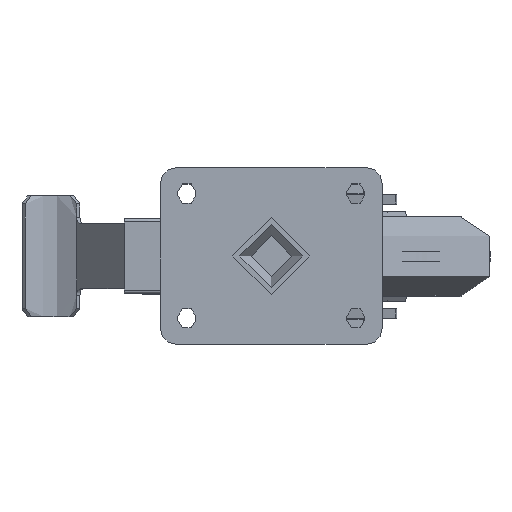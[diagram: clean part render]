
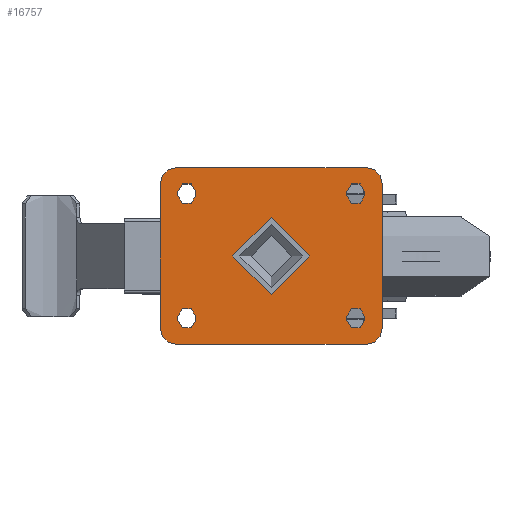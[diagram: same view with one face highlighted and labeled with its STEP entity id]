
A CAD part, top view. The second image highlights one B-rep face of the part: STEP entity #16757.
In plain terms, the highlighted planar face has unit normal (0, 0, 1).
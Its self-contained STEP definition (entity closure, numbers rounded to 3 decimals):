
#1257=FACE_BOUND('',#3306,.T.);
#1258=FACE_BOUND('',#3307,.T.);
#1259=FACE_BOUND('',#3308,.T.);
#1260=FACE_BOUND('',#3309,.T.);
#1261=FACE_BOUND('',#3310,.T.);
#1511=PLANE('',#18135);
#2298=FACE_OUTER_BOUND('',#3305,.T.);
#3305=EDGE_LOOP('',(#11881,#11882,#11883,#11884,#11885,#11886,#11887,#11888));
#3306=EDGE_LOOP('',(#11889));
#3307=EDGE_LOOP('',(#11890,#11891,#11892,#11893));
#3308=EDGE_LOOP('',(#11894,#11895,#11896,#11897));
#3309=EDGE_LOOP('',(#11898,#11899,#11900,#11901));
#3310=EDGE_LOOP('',(#11902,#11903,#11904,#11905));
#4523=LINE('',#24096,#5736);
#4525=LINE('',#24099,#5738);
#4527=LINE('',#24102,#5740);
#4537=LINE('',#24141,#5750);
#4541=LINE('',#24151,#5754);
#4543=LINE('',#24157,#5756);
#4547=LINE('',#24167,#5760);
#4549=LINE('',#24173,#5762);
#4553=LINE('',#24183,#5766);
#4555=LINE('',#24189,#5768);
#4559=LINE('',#24199,#5772);
#4561=LINE('',#24205,#5774);
#5736=VECTOR('',#19726,1000.);
#5738=VECTOR('',#19730,1000.);
#5740=VECTOR('',#19734,1000.);
#5750=VECTOR('',#19770,1000.);
#5754=VECTOR('',#19780,1000.);
#5756=VECTOR('',#19788,1000.);
#5760=VECTOR('',#19798,1000.);
#5762=VECTOR('',#19806,1000.);
#5766=VECTOR('',#19816,1000.);
#5768=VECTOR('',#19824,1000.);
#5772=VECTOR('',#19834,1000.);
#5774=VECTOR('',#19842,1000.);
#6938=CIRCLE('',#18070,24.);
#6947=CIRCLE('',#18084,10.);
#6949=CIRCLE('',#18087,10.);
#6951=CIRCLE('',#18090,10.);
#6953=CIRCLE('',#18093,10.);
#6963=CIRCLE('',#18112,5.5);
#6964=CIRCLE('',#18115,5.5);
#6965=CIRCLE('',#18118,5.5);
#6966=CIRCLE('',#18121,5.5);
#6967=CIRCLE('',#18124,5.5);
#6968=CIRCLE('',#18127,5.5);
#6969=CIRCLE('',#18130,5.5);
#6970=CIRCLE('',#18133,5.5);
#7589=VERTEX_POINT('',#24033);
#7597=VERTEX_POINT('',#24059);
#7598=VERTEX_POINT('',#24060);
#7601=VERTEX_POINT('',#24068);
#7602=VERTEX_POINT('',#24069);
#7605=VERTEX_POINT('',#24077);
#7606=VERTEX_POINT('',#24078);
#7609=VERTEX_POINT('',#24086);
#7610=VERTEX_POINT('',#24087);
#7629=VERTEX_POINT('',#24143);
#7630=VERTEX_POINT('',#24145);
#7631=VERTEX_POINT('',#24149);
#7632=VERTEX_POINT('',#24153);
#7633=VERTEX_POINT('',#24159);
#7634=VERTEX_POINT('',#24161);
#7635=VERTEX_POINT('',#24165);
#7636=VERTEX_POINT('',#24169);
#7637=VERTEX_POINT('',#24175);
#7638=VERTEX_POINT('',#24177);
#7639=VERTEX_POINT('',#24181);
#7640=VERTEX_POINT('',#24185);
#7641=VERTEX_POINT('',#24191);
#7642=VERTEX_POINT('',#24193);
#7643=VERTEX_POINT('',#24197);
#7644=VERTEX_POINT('',#24201);
#9244=EDGE_CURVE('',#7589,#7589,#6938,.T.);
#9256=EDGE_CURVE('',#7597,#7598,#6947,.T.);
#9260=EDGE_CURVE('',#7601,#7602,#6949,.T.);
#9264=EDGE_CURVE('',#7605,#7606,#6951,.T.);
#9268=EDGE_CURVE('',#7609,#7610,#6953,.T.);
#9273=EDGE_CURVE('',#7606,#7609,#4523,.T.);
#9275=EDGE_CURVE('',#7602,#7605,#4525,.T.);
#9277=EDGE_CURVE('',#7598,#7601,#4527,.T.);
#9295=EDGE_CURVE('',#7610,#7597,#4537,.T.);
#9297=EDGE_CURVE('',#7630,#7629,#6963,.T.);
#9300=EDGE_CURVE('',#7629,#7631,#4541,.T.);
#9302=EDGE_CURVE('',#7631,#7632,#6964,.T.);
#9303=EDGE_CURVE('',#7632,#7630,#4543,.T.);
#9305=EDGE_CURVE('',#7634,#7633,#6965,.T.);
#9308=EDGE_CURVE('',#7633,#7635,#4547,.T.);
#9310=EDGE_CURVE('',#7635,#7636,#6966,.T.);
#9311=EDGE_CURVE('',#7636,#7634,#4549,.T.);
#9313=EDGE_CURVE('',#7638,#7637,#6967,.T.);
#9316=EDGE_CURVE('',#7637,#7639,#4553,.T.);
#9318=EDGE_CURVE('',#7639,#7640,#6968,.T.);
#9319=EDGE_CURVE('',#7640,#7638,#4555,.T.);
#9321=EDGE_CURVE('',#7642,#7641,#6969,.T.);
#9324=EDGE_CURVE('',#7641,#7643,#4559,.T.);
#9326=EDGE_CURVE('',#7643,#7644,#6970,.T.);
#9327=EDGE_CURVE('',#7644,#7642,#4561,.T.);
#11881=ORIENTED_EDGE('',*,*,#9268,.F.);
#11882=ORIENTED_EDGE('',*,*,#9273,.F.);
#11883=ORIENTED_EDGE('',*,*,#9264,.F.);
#11884=ORIENTED_EDGE('',*,*,#9275,.F.);
#11885=ORIENTED_EDGE('',*,*,#9260,.F.);
#11886=ORIENTED_EDGE('',*,*,#9277,.F.);
#11887=ORIENTED_EDGE('',*,*,#9256,.F.);
#11888=ORIENTED_EDGE('',*,*,#9295,.F.);
#11889=ORIENTED_EDGE('',*,*,#9244,.F.);
#11890=ORIENTED_EDGE('',*,*,#9327,.T.);
#11891=ORIENTED_EDGE('',*,*,#9321,.T.);
#11892=ORIENTED_EDGE('',*,*,#9324,.T.);
#11893=ORIENTED_EDGE('',*,*,#9326,.T.);
#11894=ORIENTED_EDGE('',*,*,#9319,.T.);
#11895=ORIENTED_EDGE('',*,*,#9313,.T.);
#11896=ORIENTED_EDGE('',*,*,#9316,.T.);
#11897=ORIENTED_EDGE('',*,*,#9318,.T.);
#11898=ORIENTED_EDGE('',*,*,#9311,.T.);
#11899=ORIENTED_EDGE('',*,*,#9305,.T.);
#11900=ORIENTED_EDGE('',*,*,#9308,.T.);
#11901=ORIENTED_EDGE('',*,*,#9310,.T.);
#11902=ORIENTED_EDGE('',*,*,#9303,.T.);
#11903=ORIENTED_EDGE('',*,*,#9297,.T.);
#11904=ORIENTED_EDGE('',*,*,#9300,.T.);
#11905=ORIENTED_EDGE('',*,*,#9302,.T.);
#16757=ADVANCED_FACE('',(#2298,#1257,#1258,#1259,#1260,#1261),#1511,.T.);
#18070=AXIS2_PLACEMENT_3D('',#24035,#19662,#19663);
#18084=AXIS2_PLACEMENT_3D('',#24061,#19693,#19694);
#18087=AXIS2_PLACEMENT_3D('',#24070,#19701,#19702);
#18090=AXIS2_PLACEMENT_3D('',#24079,#19709,#19710);
#18093=AXIS2_PLACEMENT_3D('',#24088,#19717,#19718);
#18112=AXIS2_PLACEMENT_3D('',#24146,#19774,#19775);
#18115=AXIS2_PLACEMENT_3D('',#24155,#19784,#19785);
#18118=AXIS2_PLACEMENT_3D('',#24162,#19792,#19793);
#18121=AXIS2_PLACEMENT_3D('',#24171,#19802,#19803);
#18124=AXIS2_PLACEMENT_3D('',#24178,#19810,#19811);
#18127=AXIS2_PLACEMENT_3D('',#24187,#19820,#19821);
#18130=AXIS2_PLACEMENT_3D('',#24194,#19828,#19829);
#18133=AXIS2_PLACEMENT_3D('',#24203,#19838,#19839);
#18135=AXIS2_PLACEMENT_3D('',#24206,#19843,#19844);
#19662=DIRECTION('center_axis',(0.,0.,1.));
#19663=DIRECTION('ref_axis',(1.,0.,0.));
#19693=DIRECTION('center_axis',(0.,0.,-1.));
#19694=DIRECTION('ref_axis',(-0.707,0.707,0.));
#19701=DIRECTION('center_axis',(0.,0.,-1.));
#19702=DIRECTION('ref_axis',(0.707,0.707,0.));
#19709=DIRECTION('center_axis',(0.,0.,-1.));
#19710=DIRECTION('ref_axis',(0.707,-0.707,0.));
#19717=DIRECTION('center_axis',(0.,0.,-1.));
#19718=DIRECTION('ref_axis',(-0.707,-0.707,0.));
#19726=DIRECTION('',(-1.,0.,0.));
#19730=DIRECTION('',(0.,-1.,0.));
#19734=DIRECTION('',(1.,0.,0.));
#19770=DIRECTION('',(0.,1.,0.));
#19774=DIRECTION('center_axis',(0.,0.,-1.));
#19775=DIRECTION('ref_axis',(1.,0.,0.));
#19780=DIRECTION('',(0.,1.,0.));
#19784=DIRECTION('center_axis',(0.,0.,-1.));
#19785=DIRECTION('ref_axis',(1.,0.,0.));
#19788=DIRECTION('',(0.,-1.,0.));
#19792=DIRECTION('center_axis',(0.,0.,-1.));
#19793=DIRECTION('ref_axis',(1.,0.,0.));
#19798=DIRECTION('',(0.,-1.,0.));
#19802=DIRECTION('center_axis',(0.,0.,-1.));
#19803=DIRECTION('ref_axis',(1.,0.,0.));
#19806=DIRECTION('',(0.,1.,0.));
#19810=DIRECTION('center_axis',(0.,0.,-1.));
#19811=DIRECTION('ref_axis',(-1.,0.,0.));
#19816=DIRECTION('',(0.,1.,0.));
#19820=DIRECTION('center_axis',(0.,0.,-1.));
#19821=DIRECTION('ref_axis',(-1.,0.,0.));
#19824=DIRECTION('',(0.,-1.,0.));
#19828=DIRECTION('center_axis',(0.,0.,-1.));
#19829=DIRECTION('ref_axis',(-1.,0.,0.));
#19834=DIRECTION('',(0.,-1.,0.));
#19838=DIRECTION('center_axis',(0.,0.,-1.));
#19839=DIRECTION('ref_axis',(-1.,0.,0.));
#19842=DIRECTION('',(0.,1.,0.));
#19843=DIRECTION('center_axis',(0.,0.,1.));
#19844=DIRECTION('ref_axis',(1.,0.,0.));
#24033=CARTESIAN_POINT('',(-24.,0.,0.));
#24035=CARTESIAN_POINT('Origin',(0.,0.,0.));
#24059=CARTESIAN_POINT('',(-69.,45.,0.));
#24060=CARTESIAN_POINT('',(-59.,55.,0.));
#24061=CARTESIAN_POINT('Origin',(-59.,45.,0.));
#24068=CARTESIAN_POINT('',(59.,55.,0.));
#24069=CARTESIAN_POINT('',(69.,45.,0.));
#24070=CARTESIAN_POINT('Origin',(59.,45.,0.));
#24077=CARTESIAN_POINT('',(69.,-45.,0.));
#24078=CARTESIAN_POINT('',(59.,-55.,0.));
#24079=CARTESIAN_POINT('Origin',(59.,-45.,0.));
#24086=CARTESIAN_POINT('',(-59.,-55.,0.));
#24087=CARTESIAN_POINT('',(-69.,-45.,0.));
#24088=CARTESIAN_POINT('Origin',(-59.,-45.,0.));
#24096=CARTESIAN_POINT('',(69.,-55.,0.));
#24099=CARTESIAN_POINT('',(69.,55.,0.));
#24102=CARTESIAN_POINT('',(-69.,55.,0.));
#24141=CARTESIAN_POINT('',(-69.,-55.,0.));
#24143=CARTESIAN_POINT('',(-58.,37.5,0.));
#24145=CARTESIAN_POINT('',(-47.,37.5,0.));
#24146=CARTESIAN_POINT('Origin',(-52.5,37.5,0.));
#24149=CARTESIAN_POINT('',(-58.,40.,0.));
#24151=CARTESIAN_POINT('',(-58.,40.,0.));
#24153=CARTESIAN_POINT('',(-47.,40.,0.));
#24155=CARTESIAN_POINT('Origin',(-52.5,40.,0.));
#24157=CARTESIAN_POINT('',(-47.,40.,0.));
#24159=CARTESIAN_POINT('',(-47.,-37.5,0.));
#24161=CARTESIAN_POINT('',(-58.,-37.5,0.));
#24162=CARTESIAN_POINT('Origin',(-52.5,-37.5,0.));
#24165=CARTESIAN_POINT('',(-47.,-40.,0.));
#24167=CARTESIAN_POINT('',(-47.,-40.,0.));
#24169=CARTESIAN_POINT('',(-58.,-40.,0.));
#24171=CARTESIAN_POINT('Origin',(-52.5,-40.,0.));
#24173=CARTESIAN_POINT('',(-58.,-40.,0.));
#24175=CARTESIAN_POINT('',(47.,37.5,0.));
#24177=CARTESIAN_POINT('',(58.,37.5,0.));
#24178=CARTESIAN_POINT('Origin',(52.5,37.5,0.));
#24181=CARTESIAN_POINT('',(47.,40.,0.));
#24183=CARTESIAN_POINT('',(47.,40.,0.));
#24185=CARTESIAN_POINT('',(58.,40.,0.));
#24187=CARTESIAN_POINT('Origin',(52.5,40.,0.));
#24189=CARTESIAN_POINT('',(58.,40.,0.));
#24191=CARTESIAN_POINT('',(58.,-37.5,0.));
#24193=CARTESIAN_POINT('',(47.,-37.5,0.));
#24194=CARTESIAN_POINT('Origin',(52.5,-37.5,0.));
#24197=CARTESIAN_POINT('',(58.,-40.,0.));
#24199=CARTESIAN_POINT('',(58.,-40.,0.));
#24201=CARTESIAN_POINT('',(47.,-40.,0.));
#24203=CARTESIAN_POINT('Origin',(52.5,-40.,0.));
#24205=CARTESIAN_POINT('',(47.,-40.,0.));
#24206=CARTESIAN_POINT('Origin',(0.,0.,0.));
